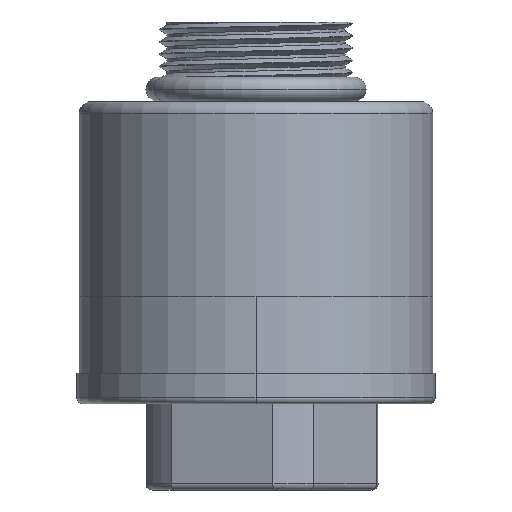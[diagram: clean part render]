
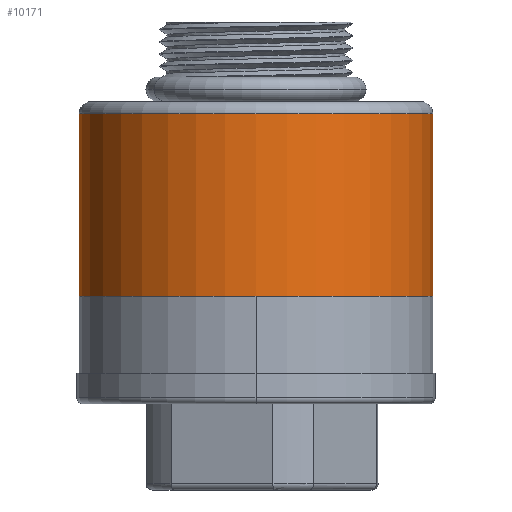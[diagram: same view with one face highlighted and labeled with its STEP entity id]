
A CAD part, front view. The second image highlights one B-rep face of the part: STEP entity #10171.
In plain terms, the highlighted cylindrical face has radius 14.45 mm (diameter 28.9 mm), a partial arc.
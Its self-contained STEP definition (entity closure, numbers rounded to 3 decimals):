
#311 = LINE ( 'NONE', #4199, #11918 ) ;
#314 = DIRECTION ( 'NONE',  ( -1., 0., 0. ) ) ;
#416 = AXIS2_PLACEMENT_3D ( 'NONE', #11968, #6126, #314 ) ;
#491 = DIRECTION ( 'NONE',  ( 0., 0., 1. ) ) ;
#714 = VERTEX_POINT ( 'NONE', #2851 ) ;
#1019 = CIRCLE ( 'NONE', #416, 14.45 ) ;
#1591 = VERTEX_POINT ( 'NONE', #11143 ) ;
#1863 = EDGE_CURVE ( 'NONE', #6792, #5125, #1019, .T. ) ;
#1911 = AXIS2_PLACEMENT_3D ( 'NONE', #9306, #7374, #4371 ) ;
#2330 = CIRCLE ( 'NONE', #1911, 14.45 ) ;
#2423 = ORIENTED_EDGE ( 'NONE', *, *, #5924, .T. ) ;
#2851 = CARTESIAN_POINT ( 'NONE',  ( 14.45, 0., -1. ) ) ;
#3229 = ORIENTED_EDGE ( 'NONE', *, *, #11728, .T. ) ;
#3265 = ORIENTED_EDGE ( 'NONE', *, *, #7275, .F. ) ;
#3810 = EDGE_LOOP ( 'NONE', ( #3265, #4555, #2423, #3229 ) ) ;
#4199 = CARTESIAN_POINT ( 'NONE',  ( -14.45, 0., -20.5 ) ) ;
#4371 = DIRECTION ( 'NONE',  ( 1., 0., 0. ) ) ;
#4555 = ORIENTED_EDGE ( 'NONE', *, *, #1863, .F. ) ;
#5125 = VERTEX_POINT ( 'NONE', #8549 ) ;
#5220 = DIRECTION ( 'NONE',  ( 1., 0., 0. ) ) ;
#5473 = CARTESIAN_POINT ( 'NONE',  ( 0., 0., -20.5 ) ) ;
#5748 = DIRECTION ( 'NONE',  ( 0., 0., 1. ) ) ;
#5924 = EDGE_CURVE ( 'NONE', #6792, #714, #6704, .T. ) ;
#6126 = DIRECTION ( 'NONE',  ( 0., 0., -1. ) ) ;
#6556 = VECTOR ( 'NONE', #5748, 1000. ) ;
#6704 = LINE ( 'NONE', #7663, #6556 ) ;
#6792 = VERTEX_POINT ( 'NONE', #7124 ) ;
#7124 = CARTESIAN_POINT ( 'NONE',  ( 14.45, 0., -15.9 ) ) ;
#7268 = FACE_OUTER_BOUND ( 'NONE', #3810, .T. ) ;
#7275 = EDGE_CURVE ( 'NONE', #5125, #1591, #311, .T. ) ;
#7374 = DIRECTION ( 'NONE',  ( 0., 0., -1. ) ) ;
#7663 = CARTESIAN_POINT ( 'NONE',  ( 14.45, 0., -20.5 ) ) ;
#8549 = CARTESIAN_POINT ( 'NONE',  ( -14.45, 0., -15.9 ) ) ;
#9306 = CARTESIAN_POINT ( 'NONE',  ( 0., 0., -1. ) ) ;
#10171 = ADVANCED_FACE ( 'NONE', ( #7268 ), #11174, .T. ) ;
#10359 = DIRECTION ( 'NONE',  ( 0., 0., 1. ) ) ;
#10874 = AXIS2_PLACEMENT_3D ( 'NONE', #5473, #491, #5220 ) ;
#11143 = CARTESIAN_POINT ( 'NONE',  ( -14.45, 0., -1. ) ) ;
#11174 = CYLINDRICAL_SURFACE ( 'NONE', #10874, 14.45 ) ;
#11728 = EDGE_CURVE ( 'NONE', #714, #1591, #2330, .T. ) ;
#11918 = VECTOR ( 'NONE', #10359, 1000. ) ;
#11968 = CARTESIAN_POINT ( 'NONE',  ( 0., 0., -15.9 ) ) ;
